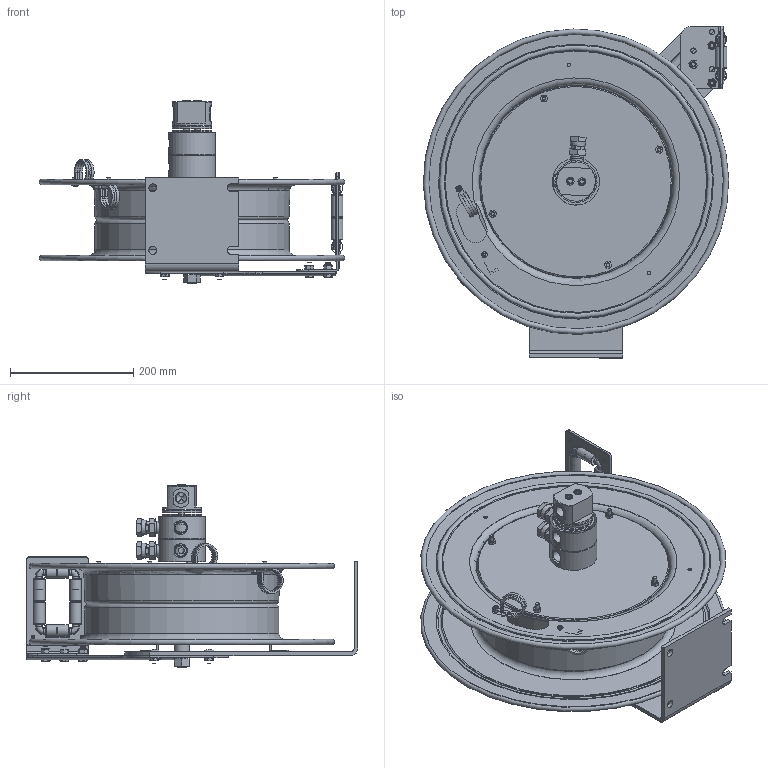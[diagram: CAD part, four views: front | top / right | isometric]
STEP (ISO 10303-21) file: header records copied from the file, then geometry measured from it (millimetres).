
FILE_DESCRIPTION((''),'2;1');
FILE_NAME('MPD-N-430_SHARED.stp','2013-12-02T15:29:05',('jkusbel'),(''),'Autodesk Inventor 2013','Autodesk Inventor 2013','');
FILE_SCHEMA(('AUTOMOTIVE_DESIGN { 1 0 10303 214 1 1 1 1 }'));
Length unit declared in the file: inch
Products named in the file (1): MPD-N-430_SHARED
Bounding box: 495.19 x 538.31 x 295.4 mm (x, y, z)
Surface area: 1795282.9 mm2 (no closed solid volume)
Topology: 0 solids, 158 shells, 478 faces, 2435 edges, 2026 vertices
Faces by surface type: plane 297, cylinder 114, torus 35, cone 16, sphere 10, bspline 6
Full cylindrical faces by diameter (mm): 4.826 x2, 6.35 x4, 8.636 x1, 8.731 x4, 9.525 x4, 10.414 x1, 12.471 x2, 12.7 x2, 19.05 x8, 20.32 x2, 25.362 x1, 35.116 x2, 63.5 x3, 76.2 x2, 311.785 x1, 311.912 x1, 314.95 x1
Entity records: 28795 total; most frequent: CARTESIAN_POINT 9505, DIRECTION 3650, ORIENTED_EDGE 2843, EDGE_CURVE 2325, VERTEX_POINT 2003, VECTOR 1276, LINE 1276, AXIS2_PLACEMENT_3D 1187
